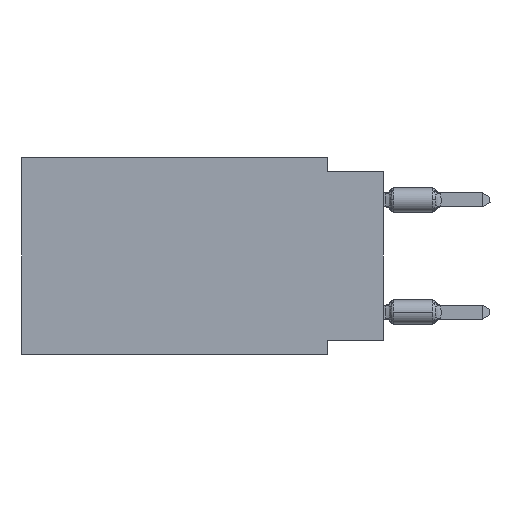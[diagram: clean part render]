
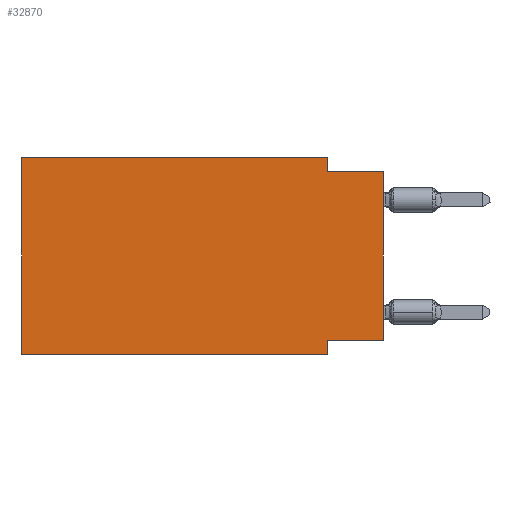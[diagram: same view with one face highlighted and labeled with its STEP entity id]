
A CAD part, left-side view. The second image highlights one B-rep face of the part: STEP entity #32870.
In plain terms, the highlighted planar face has unit normal (-1, 0, 0).
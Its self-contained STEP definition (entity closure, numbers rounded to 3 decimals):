
#1 = EDGE_CURVE ( 'NONE', #14391, #14247, #47167, .T. ) ;
#458 = CARTESIAN_POINT ( 'NONE',  ( 0., 2.54, 0. ) ) ;
#1632 = CARTESIAN_POINT ( 'NONE',  ( 0., 0., 0. ) ) ;
#1709 = CARTESIAN_POINT ( 'NONE',  ( 0., 0., -8.255 ) ) ;
#2337 = DIRECTION ( 'NONE',  ( 0., 0., 1. ) ) ;
#2666 = VECTOR ( 'NONE', #19453, 1000. ) ;
#3636 = VECTOR ( 'NONE', #28284, 1000. ) ;
#5167 = LINE ( 'NONE', #1709, #3636 ) ;
#7713 = VECTOR ( 'NONE', #14162, 1000. ) ;
#8632 = DIRECTION ( 'NONE',  ( 0., -1., 0. ) ) ;
#9338 = EDGE_CURVE ( 'NONE', #38204, #46043, #40550, .T. ) ;
#9789 = CARTESIAN_POINT ( 'NONE',  ( 0., 16.383, -8.89 ) ) ;
#9853 = DIRECTION ( 'NONE',  ( 0., 0., -1. ) ) ;
#9863 = VECTOR ( 'NONE', #8632, 1000. ) ;
#10062 = CARTESIAN_POINT ( 'NONE',  ( 0., 2.54, -0.635 ) ) ;
#11425 = VECTOR ( 'NONE', #9853, 1000. ) ;
#12218 = ORIENTED_EDGE ( 'NONE', *, *, #14885, .F. ) ;
#12633 = CARTESIAN_POINT ( 'NONE',  ( 0., 2.54, -8.89 ) ) ;
#14162 = DIRECTION ( 'NONE',  ( 0., 0., 1. ) ) ;
#14247 = VERTEX_POINT ( 'NONE', #40070 ) ;
#14391 = VERTEX_POINT ( 'NONE', #23035 ) ;
#14885 = EDGE_CURVE ( 'NONE', #37499, #46043, #34231, .T. ) ;
#16114 = EDGE_CURVE ( 'NONE', #17422, #14247, #42138, .T. ) ;
#16221 = EDGE_CURVE ( 'NONE', #23797, #17422, #47021, .T. ) ;
#17422 = VERTEX_POINT ( 'NONE', #10062 ) ;
#17975 = FACE_OUTER_BOUND ( 'NONE', #36436, .T. ) ;
#19012 = ORIENTED_EDGE ( 'NONE', *, *, #1, .T. ) ;
#19453 = DIRECTION ( 'NONE',  ( 0., 0., -1. ) ) ;
#19472 = ORIENTED_EDGE ( 'NONE', *, *, #9338, .T. ) ;
#19608 = EDGE_CURVE ( 'NONE', #36458, #23797, #34167, .T. ) ;
#19867 = VECTOR ( 'NONE', #38126, 1000. ) ;
#21548 = LINE ( 'NONE', #47912, #7713 ) ;
#22758 = VECTOR ( 'NONE', #2337, 1000. ) ;
#22914 = ORIENTED_EDGE ( 'NONE', *, *, #19608, .F. ) ;
#23035 = CARTESIAN_POINT ( 'NONE',  ( 0., 0., -8.255 ) ) ;
#23152 = CARTESIAN_POINT ( 'NONE',  ( 0., 2.54, -8.89 ) ) ;
#23797 = VERTEX_POINT ( 'NONE', #458 ) ;
#27747 = EDGE_CURVE ( 'NONE', #14391, #37499, #5167, .T. ) ;
#28063 = CARTESIAN_POINT ( 'NONE',  ( 0., 16.383, -8.89 ) ) ;
#28284 = DIRECTION ( 'NONE',  ( 0., 1., 0. ) ) ;
#29066 = DIRECTION ( 'NONE',  ( 1., 0., 0. ) ) ;
#29508 = EDGE_CURVE ( 'NONE', #38204, #36458, #21548, .T. ) ;
#29733 = ORIENTED_EDGE ( 'NONE', *, *, #16114, .F. ) ;
#31301 = ORIENTED_EDGE ( 'NONE', *, *, #27747, .F. ) ;
#32233 = CARTESIAN_POINT ( 'NONE',  ( 0., 2.54, 0. ) ) ;
#32870 = ADVANCED_FACE ( 'NONE', ( #17975 ), #33256, .F. ) ;
#33256 = PLANE ( 'NONE',  #38705 ) ;
#34167 = LINE ( 'NONE', #38354, #19867 ) ;
#34231 = LINE ( 'NONE', #23152, #2666 ) ;
#34578 = VECTOR ( 'NONE', #39853, 1000. ) ;
#36436 = EDGE_LOOP ( 'NONE', ( #19012, #29733, #43319, #22914, #48263, #19472, #12218, #31301 ) ) ;
#36458 = VERTEX_POINT ( 'NONE', #48372 ) ;
#36946 = DIRECTION ( 'NONE',  ( 0., 0., -1. ) ) ;
#37499 = VERTEX_POINT ( 'NONE', #43004 ) ;
#38126 = DIRECTION ( 'NONE',  ( 0., -1., 0. ) ) ;
#38204 = VERTEX_POINT ( 'NONE', #28063 ) ;
#38354 = CARTESIAN_POINT ( 'NONE',  ( 0., 16.383, 0. ) ) ;
#38705 = AXIS2_PLACEMENT_3D ( 'NONE', #42981, #29066, #36946 ) ;
#39853 = DIRECTION ( 'NONE',  ( 0., -1., 0. ) ) ;
#40070 = CARTESIAN_POINT ( 'NONE',  ( 0., 0., -0.635 ) ) ;
#40550 = LINE ( 'NONE', #9789, #34578 ) ;
#42138 = LINE ( 'NONE', #46790, #9863 ) ;
#42981 = CARTESIAN_POINT ( 'NONE',  ( 0., 16.383, 0. ) ) ;
#43004 = CARTESIAN_POINT ( 'NONE',  ( 0., 2.54, -8.255 ) ) ;
#43319 = ORIENTED_EDGE ( 'NONE', *, *, #16221, .F. ) ;
#46043 = VERTEX_POINT ( 'NONE', #12633 ) ;
#46790 = CARTESIAN_POINT ( 'NONE',  ( 0., 0., -0.635 ) ) ;
#47021 = LINE ( 'NONE', #32233, #11425 ) ;
#47167 = LINE ( 'NONE', #1632, #22758 ) ;
#47912 = CARTESIAN_POINT ( 'NONE',  ( 0., 16.383, 0. ) ) ;
#48263 = ORIENTED_EDGE ( 'NONE', *, *, #29508, .F. ) ;
#48372 = CARTESIAN_POINT ( 'NONE',  ( 0., 16.383, 0. ) ) ;
